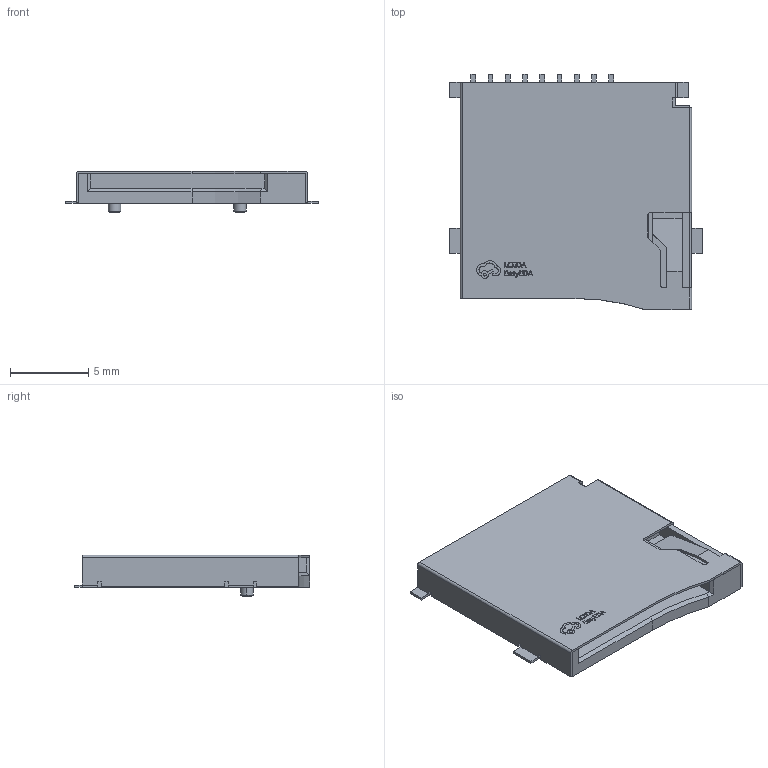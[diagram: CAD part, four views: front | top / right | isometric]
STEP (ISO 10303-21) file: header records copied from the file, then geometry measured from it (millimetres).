
FILE_DESCRIPTION (( 'STEP AP214' ), '1' );
FILE_NAME ('TF-SMD_MR01A-01211.step', '2022-07-29T08:26:12', ( '' ), ( '' ), 'SwSTEP 2.0', 'SolidWorks 2020', '' );
FILE_SCHEMA (( 'AUTOMOTIVE_DESIGN' ));
Length unit declared in the file: millimetre
Products named in the file (1): TF-SMD_MR01A-01211
Bounding box: 16.15 x 15 x 2.65 mm (x, y, z)
Volume: 264.8 mm3; surface area: 1120.4 mm2
Topology: 11 solids, 11 shells, 424 faces, 1114 edges, 740 vertices
Faces by surface type: plane 303, bspline 98, cylinder 18, cone 5
Entity records: 18220 total; most frequent: CARTESIAN_POINT 3588, ORIENTED_EDGE 2228, DIRECTION 1608, EDGE_CURVE 1114, VECTOR 872, LINE 872, VERTEX_POINT 740, EDGE_LOOP 454
